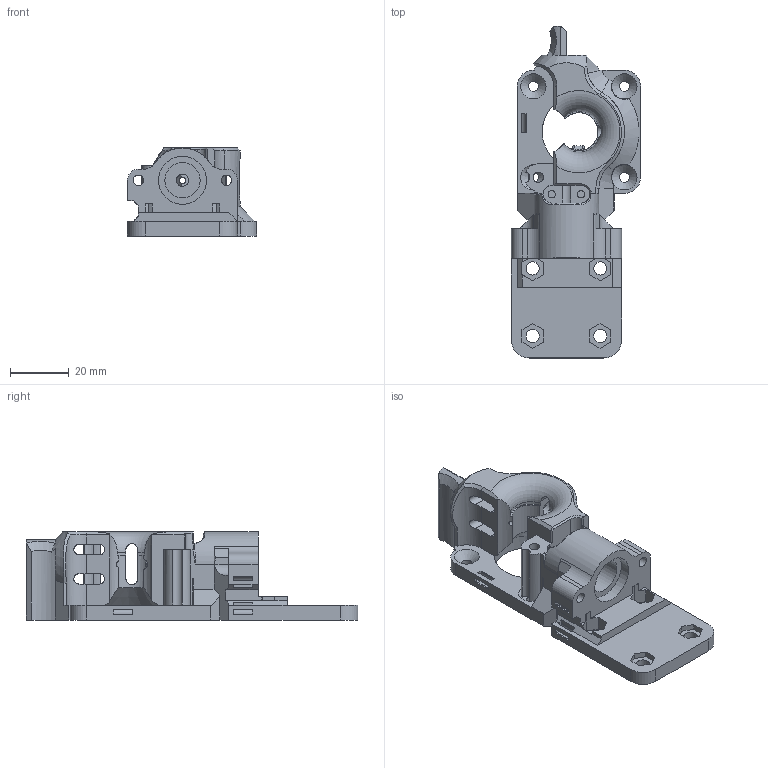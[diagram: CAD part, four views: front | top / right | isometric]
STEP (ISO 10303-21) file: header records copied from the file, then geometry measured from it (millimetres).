
FILE_DESCRIPTION(/* description */ (''),/* implementation_level */ '2;1');
FILE_NAME(/* name */ 'Extruder_mk8.stp',/* time_stamp */ '2016-01-19T12:13:08+09:00',/* author */ ('inornate'),/* organization */ (''),/* preprocessor_version */ 'ST-DEVELOPER v15.2',/* originating_system */ 'Autodesk Inventor 2014',/* authorisation */ '');
FILE_SCHEMA (('AUTOMOTIVE_DESIGN { 1 0 10303 214 3 1 1 }'));
Length unit declared in the file: millimetre
Products named in the file (1): Extrusor_-_Cuerpo_Extruder_upper_renew
Bounding box: 43.98 x 113 x 30 mm (x, y, z)
Volume: 43215.6 mm3; surface area: 19312.1 mm2
Topology: 1 solids, 1 shells, 283 faces, 856 edges, 581 vertices
Faces by surface type: plane 165, cylinder 73, cone 22, bspline 21, torus 2
Full cylindrical faces by diameter (mm): 2.2 x1, 2.5 x2, 3.4 x4, 3.5 x3, 4.2 x2, 4.5 x5, 6 x2, 12 x1, 16.4 x1, 25 x1
Entity records: 10526 total; most frequent: CARTESIAN_POINT 3115, ORIENTED_EDGE 1588, DIRECTION 1425, EDGE_CURVE 794, VERTEX_POINT 531, LINE 497, VECTOR 497, AXIS2_PLACEMENT_3D 464
